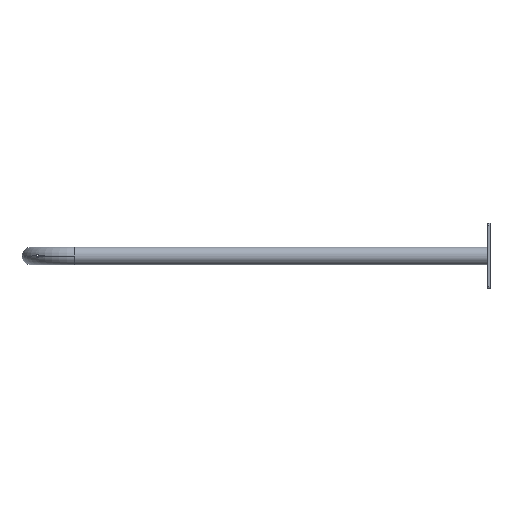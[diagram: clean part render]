
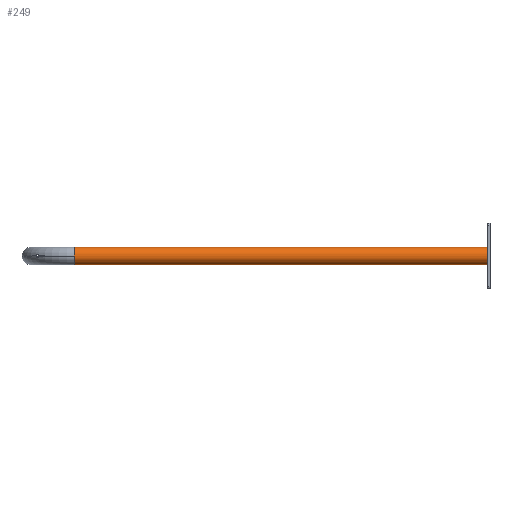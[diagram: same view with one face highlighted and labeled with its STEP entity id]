
A CAD part, left-side view. The second image highlights one B-rep face of the part: STEP entity #249.
In plain terms, the highlighted cylindrical face has radius 20 mm (diameter 40 mm), a partial arc.
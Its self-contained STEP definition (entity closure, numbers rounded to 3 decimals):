
#47 = VERTEX_POINT ( 'NONE', #3693 ) ;
#249 = ADVANCED_FACE ( 'NONE', ( #6991 ), #3541, .T. ) ;
#506 = CARTESIAN_POINT ( 'NONE',  ( -320., 944., 0. ) ) ;
#1543 = DIRECTION ( 'NONE',  ( 0., 1., 0. ) ) ;
#1629 = EDGE_LOOP ( 'NONE', ( #8122, #2747, #2970, #5810, #3389 ) ) ;
#1886 = EDGE_CURVE ( 'NONE', #47, #2306, #3508, .T. ) ;
#2306 = VERTEX_POINT ( 'NONE', #11493 ) ;
#2747 = ORIENTED_EDGE ( 'NONE', *, *, #12718, .F. ) ;
#2970 = ORIENTED_EDGE ( 'NONE', *, *, #13050, .F. ) ;
#3079 = LINE ( 'NONE', #7591, #7942 ) ;
#3186 = DIRECTION ( 'NONE',  ( 0., 1., 0. ) ) ;
#3244 = DIRECTION ( 'NONE',  ( 0., 0., -1. ) ) ;
#3389 = ORIENTED_EDGE ( 'NONE', *, *, #1886, .T. ) ;
#3406 = AXIS2_PLACEMENT_3D ( 'NONE', #5287, #3186, #7690 ) ;
#3508 = CIRCLE ( 'NONE', #9967, 20. ) ;
#3541 = CYLINDRICAL_SURFACE ( 'NONE', #9002, 20. ) ;
#3693 = CARTESIAN_POINT ( 'NONE',  ( -300., 0., -20. ) ) ;
#3880 = CARTESIAN_POINT ( 'NONE',  ( -300., 944., 0. ) ) ;
#4032 = DIRECTION ( 'NONE',  ( 0., 0., 1. ) ) ;
#4836 = AXIS2_PLACEMENT_3D ( 'NONE', #3880, #1543, #4032 ) ;
#5287 = CARTESIAN_POINT ( 'NONE',  ( -300., 944., 0. ) ) ;
#5810 = ORIENTED_EDGE ( 'NONE', *, *, #7573, .T. ) ;
#6432 = DIRECTION ( 'NONE',  ( 0., 1., 0. ) ) ;
#6535 = VERTEX_POINT ( 'NONE', #10389 ) ;
#6991 = FACE_OUTER_BOUND ( 'NONE', #1629, .T. ) ;
#7482 = CIRCLE ( 'NONE', #4836, 20. ) ;
#7573 = EDGE_CURVE ( 'NONE', #12555, #47, #14552, .T. ) ;
#7591 = CARTESIAN_POINT ( 'NONE',  ( -300., 944., 20. ) ) ;
#7690 = DIRECTION ( 'NONE',  ( 0., 0., 1. ) ) ;
#7942 = VECTOR ( 'NONE', #13518, 1000. ) ;
#8037 = EDGE_CURVE ( 'NONE', #6535, #2306, #3079, .T. ) ;
#8053 = DIRECTION ( 'NONE',  ( 0., -1., 0. ) ) ;
#8122 = ORIENTED_EDGE ( 'NONE', *, *, #8037, .F. ) ;
#9002 = AXIS2_PLACEMENT_3D ( 'NONE', #10280, #8053, #3244 ) ;
#9195 = VERTEX_POINT ( 'NONE', #506 ) ;
#9967 = AXIS2_PLACEMENT_3D ( 'NONE', #12104, #6432, #10246 ) ;
#10246 = DIRECTION ( 'NONE',  ( 0., 0., 1. ) ) ;
#10280 = CARTESIAN_POINT ( 'NONE',  ( -300., 944., 0. ) ) ;
#10389 = CARTESIAN_POINT ( 'NONE',  ( -300., 944., 20. ) ) ;
#11493 = CARTESIAN_POINT ( 'NONE',  ( -300., 0., 20. ) ) ;
#11534 = CIRCLE ( 'NONE', #3406, 20. ) ;
#11966 = VECTOR ( 'NONE', #13922, 1000. ) ;
#12104 = CARTESIAN_POINT ( 'NONE',  ( -300., 0., 0. ) ) ;
#12484 = CARTESIAN_POINT ( 'NONE',  ( -300., 944., -20. ) ) ;
#12555 = VERTEX_POINT ( 'NONE', #12484 ) ;
#12718 = EDGE_CURVE ( 'NONE', #9195, #6535, #7482, .T. ) ;
#13050 = EDGE_CURVE ( 'NONE', #12555, #9195, #11534, .T. ) ;
#13518 = DIRECTION ( 'NONE',  ( 0., -1., 0. ) ) ;
#13654 = CARTESIAN_POINT ( 'NONE',  ( -300., 944., -20. ) ) ;
#13922 = DIRECTION ( 'NONE',  ( 0., -1., 0. ) ) ;
#14552 = LINE ( 'NONE', #13654, #11966 ) ;
